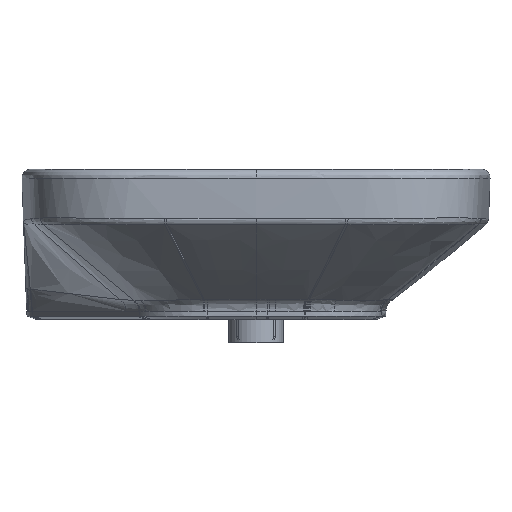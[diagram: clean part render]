
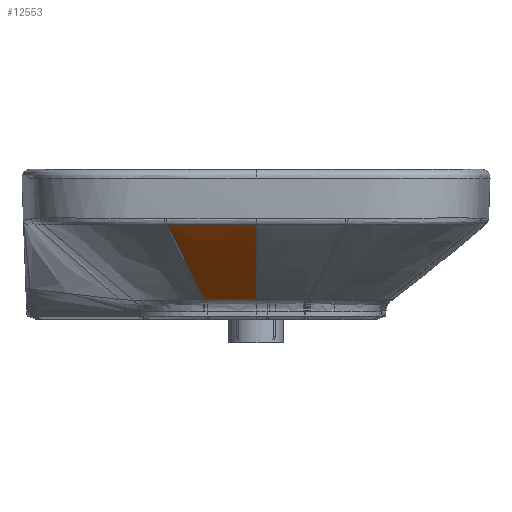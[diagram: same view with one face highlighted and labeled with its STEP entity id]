
A CAD part, front view. The second image highlights one B-rep face of the part: STEP entity #12553.
In plain terms, the highlighted free-form (B-spline) face has degree [5, 5] with [6, 6] control points.
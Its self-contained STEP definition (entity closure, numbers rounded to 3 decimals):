
#6014=CARTESIAN_POINT('',(39.879,220.591,-105.336));
#6015=VERTEX_POINT('',#6014);
#6025=CARTESIAN_POINT('',(39.889,220.591,-105.336));
#6026=VERTEX_POINT('',#6025);
#6027=CARTESIAN_POINT('',(39.879,220.591,-105.336));
#6028=DIRECTION('',(1.,-0.031,-0.001));
#6029=VECTOR('',#6028,0.01);
#6030=LINE('',#6027,#6029);
#6031=EDGE_CURVE('',#6015,#6026,#6030,.T.);
#6226=CARTESIAN_POINT('',(72.316,294.227,-45.075));
#6227=VERTEX_POINT('',#6226);
#6228=CARTESIAN_POINT('',(0.,296.085,-45.077));
#6229=VERTEX_POINT('',#6228);
#6230=CARTESIAN_POINT('',(0.,296.085,-45.077));
#6231=CARTESIAN_POINT('',(1.64,296.085,-45.077));
#6232=CARTESIAN_POINT('',(3.296,296.082,-45.077));
#6233=CARTESIAN_POINT('',(4.936,296.076,-45.077));
#6234=CARTESIAN_POINT('',(18.431,296.029,-45.077));
#6235=CARTESIAN_POINT('',(31.871,295.789,-45.076));
#6236=CARTESIAN_POINT('',(45.299,295.357,-45.076));
#6237=CARTESIAN_POINT('',(48.661,295.249,-45.076));
#6238=CARTESIAN_POINT('',(52.02,295.129,-45.076));
#6239=CARTESIAN_POINT('',(55.388,294.996,-45.076));
#6240=CARTESIAN_POINT('',(57.495,294.913,-45.076));
#6241=CARTESIAN_POINT('',(59.604,294.825,-45.076));
#6242=CARTESIAN_POINT('',(61.717,294.732,-45.076));
#6243=CARTESIAN_POINT('',(62.774,294.686,-45.076));
#6244=CARTESIAN_POINT('',(63.831,294.638,-45.076));
#6245=CARTESIAN_POINT('',(64.889,294.589,-45.076));
#6246=CARTESIAN_POINT('',(65.948,294.541,-45.076));
#6247=CARTESIAN_POINT('',(67.007,294.49,-45.075));
#6248=CARTESIAN_POINT('',(68.067,294.439,-45.075));
#6249=CARTESIAN_POINT('',(68.781,294.404,-45.075));
#6250=CARTESIAN_POINT('',(69.474,294.37,-45.075));
#6251=CARTESIAN_POINT('',(70.189,294.334,-45.075));
#6252=CARTESIAN_POINT('',(70.897,294.299,-45.075));
#6253=CARTESIAN_POINT('',(71.606,294.263,-45.075));
#6254=CARTESIAN_POINT('',(72.316,294.227,-45.075));
#6255=B_SPLINE_CURVE_WITH_KNOTS('',3,(#6230,#6231,#6232,#6233,#6234,#6235,#6236,#6237,#6238,#6239,#6240,#6241,#6242,#6243,#6244,#6245,#6246,#6247,#6248,#6249,#6250,#6251,#6252,#6253,#6254),.UNSPECIFIED.,.F.,.U.,(4,3,3,3,3,3,3,3,4),(84.064,88.981,129.441,139.572,145.91,149.079,152.247,154.381,156.494),.UNSPECIFIED.);
#6256=EDGE_CURVE('',#6227,#6229,#6255,.F.);
#12141=CARTESIAN_POINT('',(0.05,221.201,-105.306));
#12142=VERTEX_POINT('',#12141);
#12152=CARTESIAN_POINT('',(0.113,221.201,-105.306));
#12153=VERTEX_POINT('',#12152);
#12154=CARTESIAN_POINT('',(0.05,221.201,-105.306));
#12155=DIRECTION('',(1.,0.,0.));
#12156=VECTOR('',#12155,0.063);
#12157=LINE('',#12154,#12156);
#12158=EDGE_CURVE('',#12153,#12142,#12157,.F.);
#12212=CARTESIAN_POINT('',(0.113,221.201,-105.306));
#12213=CARTESIAN_POINT('',(8.068,221.2,-105.306));
#12214=CARTESIAN_POINT('',(16.023,221.139,-105.309));
#12215=CARTESIAN_POINT('',(23.967,221.017,-105.317));
#12216=CARTESIAN_POINT('',(31.92,220.834,-105.327));
#12217=CARTESIAN_POINT('',(39.871,220.591,-105.336));
#12218=B_SPLINE_CURVE_WITH_KNOTS('',5,(#12212,#12213,#12214,#12215,#12216,#12217),.UNSPECIFIED.,.F.,.U.,(6,6),(0.,39.65),.UNSPECIFIED.);
#12219=EDGE_CURVE('',#12153,#6015,#12218,.T.);
#12403=CARTESIAN_POINT('',(0.,221.201,-105.306));
#12404=VERTEX_POINT('',#12403);
#12463=CARTESIAN_POINT('',(0.,221.201,-105.306));
#12464=DIRECTION('',(1.,0.,0.));
#12465=VECTOR('',#12464,0.05);
#12466=LINE('',#12463,#12465);
#12467=EDGE_CURVE('',#12404,#12142,#12466,.T.);
#12473=CARTESIAN_POINT('',(0.,296.122,-45.045));
#12474=CARTESIAN_POINT('',(14.535,296.122,-45.045));
#12475=CARTESIAN_POINT('',(29.078,295.93,-45.049));
#12476=CARTESIAN_POINT('',(43.33,295.546,-45.056));
#12477=CARTESIAN_POINT('',(57.516,295.001,-45.066));
#12478=CARTESIAN_POINT('',(72.316,294.227,-45.075));
#12479=CARTESIAN_POINT('',(0.,281.795,-57.345));
#12480=CARTESIAN_POINT('',(13.375,281.795,-57.345));
#12481=CARTESIAN_POINT('',(26.756,281.616,-57.37));
#12482=CARTESIAN_POINT('',(39.826,281.26,-57.423));
#12483=CARTESIAN_POINT('',(52.785,280.766,-57.485));
#12484=CARTESIAN_POINT('',(66.279,280.075,-57.548));
#12485=CARTESIAN_POINT('',(0.,267.038,-69.623));
#12486=CARTESIAN_POINT('',(12.196,267.038,-69.623));
#12487=CARTESIAN_POINT('',(24.397,266.882,-69.653));
#12488=CARTESIAN_POINT('',(36.273,266.575,-69.715));
#12489=CARTESIAN_POINT('',(48.002,266.153,-69.789));
#12490=CARTESIAN_POINT('',(60.196,265.567,-69.865));
#12491=CARTESIAN_POINT('',(0.,252.066,-81.668));
#12492=CARTESIAN_POINT('',(11.016,252.066,-81.668));
#12493=CARTESIAN_POINT('',(22.035,251.933,-81.699));
#12494=CARTESIAN_POINT('',(32.718,251.669,-81.766));
#12495=CARTESIAN_POINT('',(43.218,251.312,-81.843));
#12496=CARTESIAN_POINT('',(54.113,250.822,-81.924));
#12497=CARTESIAN_POINT('',(0.,236.875,-93.506));
#12498=CARTESIAN_POINT('',(9.834,236.875,-93.506));
#12499=CARTESIAN_POINT('',(19.669,236.762,-93.534));
#12500=CARTESIAN_POINT('',(29.158,236.538,-93.595));
#12501=CARTESIAN_POINT('',(38.431,236.24,-93.665));
#12502=CARTESIAN_POINT('',(48.028,235.839,-93.737));
#12503=CARTESIAN_POINT('',(0.,221.201,-105.306));
#12504=CARTESIAN_POINT('',(8.63,221.201,-105.306));
#12505=CARTESIAN_POINT('',(17.26,221.123,-105.314));
#12506=CARTESIAN_POINT('',(25.544,220.969,-105.331));
#12507=CARTESIAN_POINT('',(33.588,220.764,-105.352));
#12508=CARTESIAN_POINT('',(41.895,220.482,-105.372));
#12509=B_SPLINE_SURFACE_WITH_KNOTS('',5,5,((#12473,#12479,#12485,#12491,#12497,#12503),(#12474,#12480,#12486,#12492,#12498,#12504),(#12475,#12481,#12487,#12493,#12499,#12505),(#12476,#12482,#12488,#12494,#12500,#12506),(#12477,#12483,#12489,#12495,#12501,#12507),(#12478,#12484,#12490,#12496,#12502,#12508)),.UNSPECIFIED.,.F.,.F.,.U.,(6,6),(6,6),(0.,56.582),(3.247,100.909),.UNSPECIFIED.);
#12510=CARTESIAN_POINT('',(0.,-680.989,1093.065));
#12511=DIRECTION('',(-1.0,0.,0.));
#12512=DIRECTION('',(0.,0.601,-0.799));
#12513=AXIS2_PLACEMENT_3D('',#12510,#12511,#12512);
#12514=CIRCLE('',#12513,1500.012);
#12515=EDGE_CURVE('',#6229,#12404,#12514,.T.);
#12516=ORIENTED_EDGE('',*,*,#12515,.F.);
#12517=ORIENTED_EDGE('',*,*,#6256,.F.);
#12518=CARTESIAN_POINT('',(41.913,220.525,-105.339));
#12519=VERTEX_POINT('',#12518);
#12520=CARTESIAN_POINT('',(72.316,294.227,-45.075));
#12521=CARTESIAN_POINT('',(65.918,279.229,-58.294));
#12522=CARTESIAN_POINT('',(59.471,263.785,-71.275));
#12523=CARTESIAN_POINT('',(53.016,248.,-83.925));
#12524=CARTESIAN_POINT('',(49.325,238.975,-91.158));
#12525=CARTESIAN_POINT('',(45.628,229.83,-98.289));
#12526=CARTESIAN_POINT('',(41.913,220.525,-105.339));
#12527=B_SPLINE_CURVE_WITH_KNOTS('',3,(#12520,#12521,#12522,#12523,#12524,#12525,#12526),.UNSPECIFIED.,.F.,.U.,(4,3,4),(3.247,65.347,100.854),.UNSPECIFIED.);
#12528=EDGE_CURVE('',#6227,#12519,#12527,.T.);
#12529=ORIENTED_EDGE('',*,*,#12528,.T.);
#12530=CARTESIAN_POINT('',(39.903,220.59,-105.336));
#12531=VERTEX_POINT('',#12530);
#12532=CARTESIAN_POINT('',(39.903,220.59,-105.336));
#12533=CARTESIAN_POINT('',(40.3,220.578,-105.336));
#12534=CARTESIAN_POINT('',(40.7,220.566,-105.337));
#12535=CARTESIAN_POINT('',(41.102,220.553,-105.337));
#12536=CARTESIAN_POINT('',(41.506,220.54,-105.338));
#12537=CARTESIAN_POINT('',(41.913,220.525,-105.339));
#12538=B_SPLINE_CURVE_WITH_KNOTS('',5,(#12532,#12533,#12534,#12535,#12536,#12537),.UNSPECIFIED.,.F.,.U.,(6,6),(0.0,1.989),.UNSPECIFIED.);
#12539=EDGE_CURVE('',#12531,#12519,#12538,.T.);
#12540=ORIENTED_EDGE('',*,*,#12539,.F.);
#12541=CARTESIAN_POINT('',(39.891,220.591,-105.336));
#12542=DIRECTION('',(0.999,-0.032,-0.002));
#12543=VECTOR('',#12542,0.012);
#12544=LINE('',#12541,#12543);
#12545=EDGE_CURVE('',#12531,#6026,#12544,.F.);
#12546=ORIENTED_EDGE('',*,*,#12545,.T.);
#12547=ORIENTED_EDGE('',*,*,#6031,.F.);
#12548=ORIENTED_EDGE('',*,*,#12219,.F.);
#12549=ORIENTED_EDGE('',*,*,#12158,.T.);
#12550=ORIENTED_EDGE('',*,*,#12467,.F.);
#12551=EDGE_LOOP('',(#12516,#12517,#12529,#12540,#12546,#12547,#12548,#12549,#12550));
#12552=FACE_OUTER_BOUND('',#12551,.T.);
#12553=ADVANCED_FACE('',(#12552),#12509,.T.);
